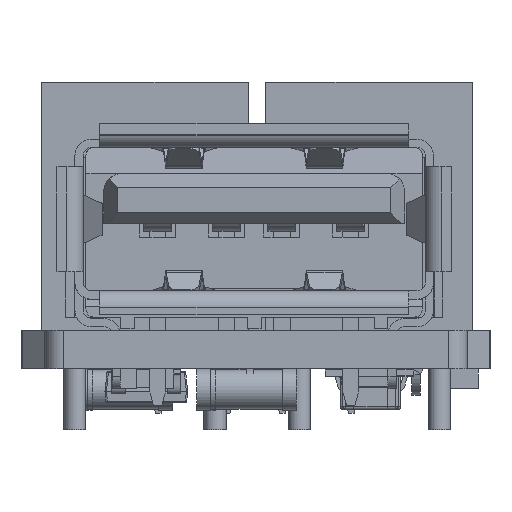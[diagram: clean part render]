
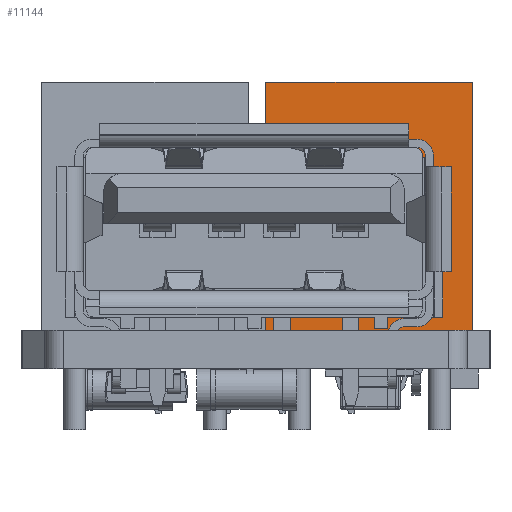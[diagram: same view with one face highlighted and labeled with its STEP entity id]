
A CAD part, front view. The second image highlights one B-rep face of the part: STEP entity #11144.
In plain terms, the highlighted planar face has unit normal (0, -1, 0).
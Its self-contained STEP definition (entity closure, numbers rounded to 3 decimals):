
#10996 = VERTEX_POINT('',#10997);
#10997 = CARTESIAN_POINT('',(103.547,79.774,
    0.));
#11003 = EDGE_CURVE('',#11004,#10996,#11006,.T.);
#11004 = VERTEX_POINT('',#11005);
#11005 = CARTESIAN_POINT('',(96.047,79.774,
    0.));
#11006 = LINE('',#11007,#11008);
#11007 = CARTESIAN_POINT('',(96.047,79.774,
    0.));
#11008 = VECTOR('',#11009,1.);
#11009 = DIRECTION('',(1.,0.,0.));
#11125 = EDGE_CURVE('',#11126,#11004,#11128,.T.);
#11126 = VERTEX_POINT('',#11127);
#11127 = CARTESIAN_POINT('',(96.047,79.774,
    9.));
#11128 = LINE('',#11129,#11130);
#11129 = CARTESIAN_POINT('',(96.047,79.774,
    9.));
#11130 = VECTOR('',#11131,1.);
#11131 = DIRECTION('',(0.,0.,-1.));
#11144 = ADVANCED_FACE('',(#11145),#11163,.F.);
#11145 = FACE_BOUND('',#11146,.T.);
#11146 = EDGE_LOOP('',(#11147,#11148,#11156,#11162));
#11147 = ORIENTED_EDGE('',*,*,#11003,.T.);
#11148 = ORIENTED_EDGE('',*,*,#11149,.F.);
#11149 = EDGE_CURVE('',#11150,#10996,#11152,.T.);
#11150 = VERTEX_POINT('',#11151);
#11151 = CARTESIAN_POINT('',(103.547,79.774,
    9.));
#11152 = LINE('',#11153,#11154);
#11153 = CARTESIAN_POINT('',(103.547,79.774,
    9.));
#11154 = VECTOR('',#11155,1.);
#11155 = DIRECTION('',(0.,0.,-1.));
#11156 = ORIENTED_EDGE('',*,*,#11157,.F.);
#11157 = EDGE_CURVE('',#11126,#11150,#11158,.T.);
#11158 = LINE('',#11159,#11160);
#11159 = CARTESIAN_POINT('',(96.047,79.774,
    9.));
#11160 = VECTOR('',#11161,1.);
#11161 = DIRECTION('',(1.,0.,0.));
#11162 = ORIENTED_EDGE('',*,*,#11125,.T.);
#11163 = PLANE('',#11164);
#11164 = AXIS2_PLACEMENT_3D('',#11165,#11166,#11167);
#11165 = CARTESIAN_POINT('',(96.047,79.774,
    9.));
#11166 = DIRECTION('',(0.,1.,0.));
#11167 = DIRECTION('',(-1.,0.,0.));
